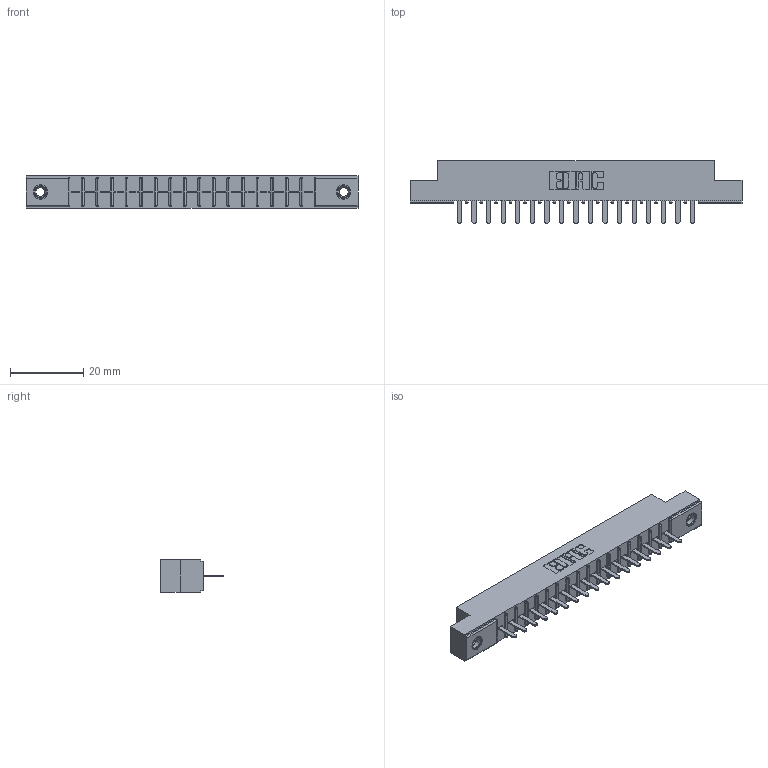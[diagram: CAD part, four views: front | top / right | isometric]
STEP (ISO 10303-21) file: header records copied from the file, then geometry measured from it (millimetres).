
FILE_DESCRIPTION (( 'STEP AP203' ), '1' );
FILE_NAME ('316-017-520-107.STEP', '2018-07-31T01:07:56', ( '' ), ( '' ), 'SwSTEP 2.0', 'SolidWorks 2016', '' );
FILE_SCHEMA (( 'CONFIG_CONTROL_DESIGN' ));
Length unit declared in the file: inch
Products named in the file (4): 306-290-001_120; 345-250-001_345-250-005-103; 316-017-520-107; 306 Part_.156 Dia
Assembly tree (20 placements, depth 2):
  316-017-520-107
    306 Part_.156 Dia
    306-290-001_120  x17
    345-250-001_345-250-005-103  x2
Bounding box: 90.37 x 17.12 x 8.71 mm (x, y, z)
Volume: 6151.7 mm3; surface area: 8969.6 mm2
Topology: 20 solids, 20 shells, 1366 faces, 3801 edges, 2434 vertices
Faces by surface type: plane 899, cylinder 383, sphere 68, cone 12, torus 4
Entity records: 20233 total; most frequent: CARTESIAN_POINT 3373, DIRECTION 3337, ORIENTED_EDGE 3334, EDGE_CURVE 1667, LINE 1289, VECTOR 1289, VERTEX_POINT 1060, AXIS2_PLACEMENT_3D 1024
